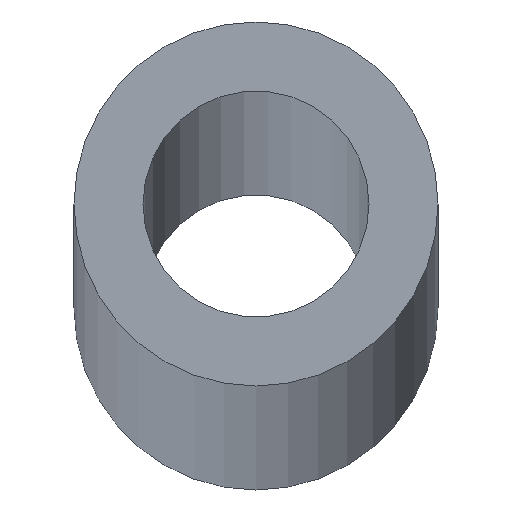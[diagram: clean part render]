
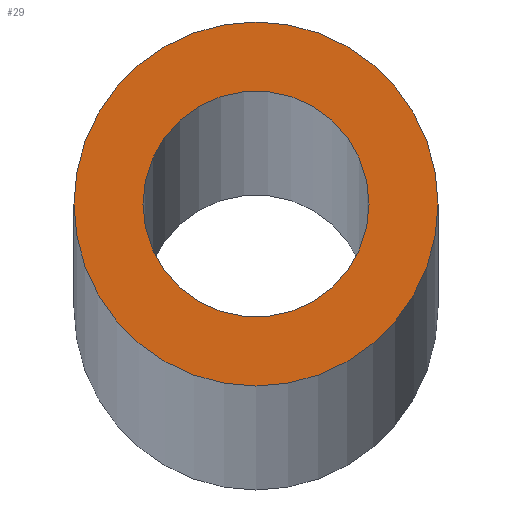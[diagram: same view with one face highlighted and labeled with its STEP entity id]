
A CAD part, top view. The second image highlights one B-rep face of the part: STEP entity #29.
In plain terms, the highlighted planar face has unit normal (0, 0, 1).
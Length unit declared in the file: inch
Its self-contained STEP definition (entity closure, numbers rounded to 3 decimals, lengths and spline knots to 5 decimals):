
#2 = VERTEX_POINT ( 'NONE', #117 ) ;
#11 = CIRCLE ( 'NONE', #199, 0.66 ) ;
#14 = EDGE_CURVE ( 'NONE', #173, #43, #11, .T. ) ;
#21 = DIRECTION ( 'NONE',  ( 0., 0., 1. ) ) ;
#22 = DIRECTION ( 'NONE',  ( 1., 0., 0. ) ) ;
#26 = CARTESIAN_POINT ( 'NONE',  ( 0., 0., 216. ) ) ;
#29 = ADVANCED_FACE ( 'NONE', ( #41, #115 ), #137, .T. ) ;
#35 = AXIS2_PLACEMENT_3D ( 'NONE', #26, #227, #87 ) ;
#41 = FACE_OUTER_BOUND ( 'NONE', #114, .T. ) ;
#43 = VERTEX_POINT ( 'NONE', #177 ) ;
#46 = CARTESIAN_POINT ( 'NONE',  ( 0.66, 0., 216. ) ) ;
#48 = CIRCLE ( 'NONE', #58, 0.66 ) ;
#58 = AXIS2_PLACEMENT_3D ( 'NONE', #208, #86, #242 ) ;
#73 = VERTEX_POINT ( 'NONE', #98 ) ;
#76 = CIRCLE ( 'NONE', #35, 0.41 ) ;
#79 = EDGE_LOOP ( 'NONE', ( #100, #95 ) ) ;
#86 = DIRECTION ( 'NONE',  ( 0., 0., 1. ) ) ;
#87 = DIRECTION ( 'NONE',  ( 1., 0., 0. ) ) ;
#95 = ORIENTED_EDGE ( 'NONE', *, *, #148, .F. ) ;
#97 = ORIENTED_EDGE ( 'NONE', *, *, #14, .T. ) ;
#98 = CARTESIAN_POINT ( 'NONE',  ( 0.41, 0., 216. ) ) ;
#99 = DIRECTION ( 'NONE',  ( 1., 0., 0. ) ) ;
#100 = ORIENTED_EDGE ( 'NONE', *, *, #207, .F. ) ;
#103 = AXIS2_PLACEMENT_3D ( 'NONE', #152, #21, #22 ) ;
#104 = CARTESIAN_POINT ( 'NONE',  ( 0., 0., 216. ) ) ;
#114 = EDGE_LOOP ( 'NONE', ( #214, #97 ) ) ;
#115 = FACE_BOUND ( 'NONE', #79, .T. ) ;
#117 = CARTESIAN_POINT ( 'NONE',  ( -0.41, 0., 216. ) ) ;
#134 = AXIS2_PLACEMENT_3D ( 'NONE', #104, #146, #186 ) ;
#137 = PLANE ( 'NONE',  #103 ) ;
#146 = DIRECTION ( 'NONE',  ( 0., 0., 1. ) ) ;
#148 = EDGE_CURVE ( 'NONE', #73, #2, #248, .T. ) ;
#152 = CARTESIAN_POINT ( 'NONE',  ( 0., 0., 216. ) ) ;
#173 = VERTEX_POINT ( 'NONE', #46 ) ;
#177 = CARTESIAN_POINT ( 'NONE',  ( -0.66, 0., 216. ) ) ;
#178 = CARTESIAN_POINT ( 'NONE',  ( 0., 0., 216. ) ) ;
#186 = DIRECTION ( 'NONE',  ( 1., 0., 0. ) ) ;
#199 = AXIS2_PLACEMENT_3D ( 'NONE', #178, #221, #99 ) ;
#207 = EDGE_CURVE ( 'NONE', #2, #73, #76, .T. ) ;
#208 = CARTESIAN_POINT ( 'NONE',  ( 0., 0., 216. ) ) ;
#214 = ORIENTED_EDGE ( 'NONE', *, *, #243, .T. ) ;
#221 = DIRECTION ( 'NONE',  ( 0., 0., 1. ) ) ;
#227 = DIRECTION ( 'NONE',  ( 0., 0., 1. ) ) ;
#242 = DIRECTION ( 'NONE',  ( 1., 0., 0. ) ) ;
#243 = EDGE_CURVE ( 'NONE', #43, #173, #48, .T. ) ;
#248 = CIRCLE ( 'NONE', #134, 0.41 ) ;
